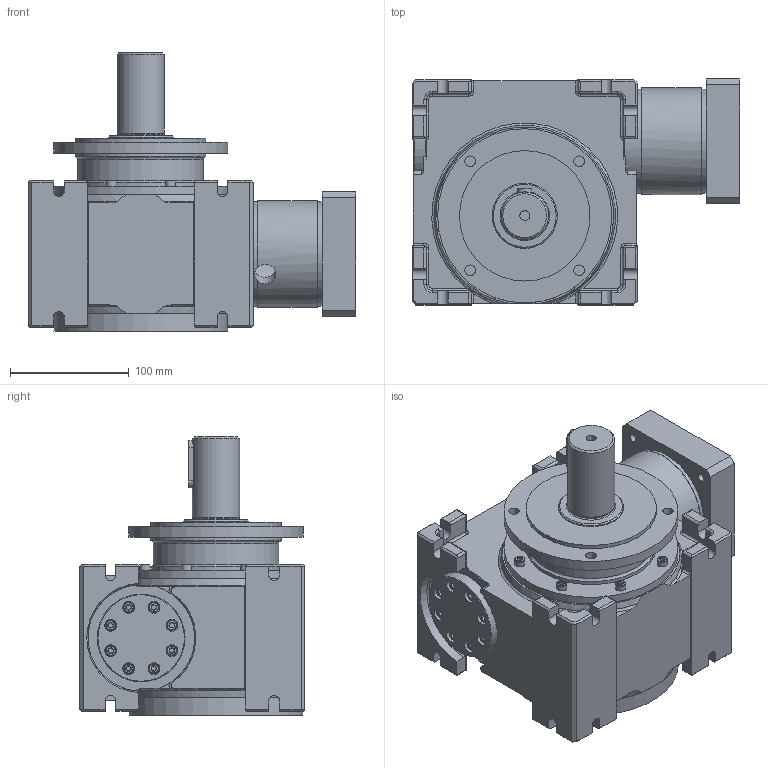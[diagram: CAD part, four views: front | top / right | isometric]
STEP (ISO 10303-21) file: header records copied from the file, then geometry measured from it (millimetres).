
FILE_DESCRIPTION( ( 'Unknown' ), '1' );
FILE_NAME( 'SGG63-11.stp', 'Unknown', ( 'Unknown' ), ( 'Unknown' ), 'PSStep 13.0', 'Unknown', ' ' );
FILE_SCHEMA( ( 'AUTOMOTIVE_DESIGN { 1 0 10303 214 1 1 1 1 }' ) );
Length unit declared in the file: millimetre
Products named in the file (1): Gehaeuse
Bounding box: 276.5 x 190.5 x 234.5 mm (x, y, z)
Volume: 4693122.9 mm3; surface area: 310128.4 mm2
Topology: 1 solids, 19 shells, 858 faces, 2059 edges, 1344 vertices
Faces by surface type: plane 471, cylinder 259, torus 71, cone 57
Full cylindrical faces by diameter (mm): 5 x26, 5.5 x25, 6.8 x4, 8.376 x2, 8.5 x25, 9 x4, 10 x24, 18 x1, 21 x1, 35 x1, 39.6 x1, 40 x1, 55 x1, 62 x1, 74 x1, 88 x2, 90 x1, 95 x1, 106 x1, 110 x3, 147 x3
Entity records: 38907 total; most frequent: CARTESIAN_POINT 13232, DIRECTION 3938, ORIENTED_EDGE 3496, EDGE_CURVE 1748, AXIS2_PLACEMENT_3D 1535, VERTEX_POINT 1246, EDGE_LOOP 1230, FACE_OUTER_BOUND 1016
